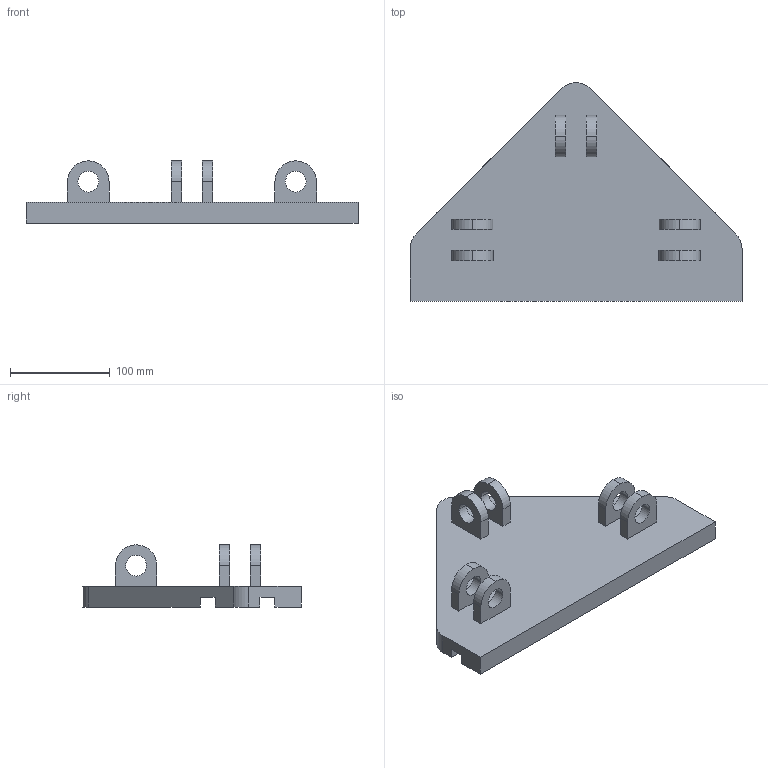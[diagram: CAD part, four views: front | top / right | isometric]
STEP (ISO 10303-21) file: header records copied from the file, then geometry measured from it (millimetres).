
FILE_DESCRIPTION (( 'STEP AP203' ), '1' );
FILE_NAME ('并联模块3R基座_ver2_默认_sldprt.STEP', '2023-05-19T02:59:55', ( '' ), ( '' ), 'SwSTEP 2.0', 'SolidWorks 2018', '' );
FILE_SCHEMA (( 'CONFIG_CONTROL_DESIGN' ));
Length unit declared in the file: millimetre
Products named in the file (1): 并联模块3R基座_ver2_默认_sldprt
Bounding box: 332.8 x 219.31 x 62.4 mm (x, y, z)
Volume: 985098.6 mm3; surface area: 149115.1 mm2
Topology: 1 solids, 1 shells, 66 faces, 174 edges, 116 vertices
Faces by surface type: plane 39, cylinder 27
Entity records: 2153 total; most frequent: DIRECTION 362, CARTESIAN_POINT 357, ORIENTED_EDGE 348, EDGE_CURVE 174, AXIS2_PLACEMENT_3D 121, LINE 120, VECTOR 120, VERTEX_POINT 116
